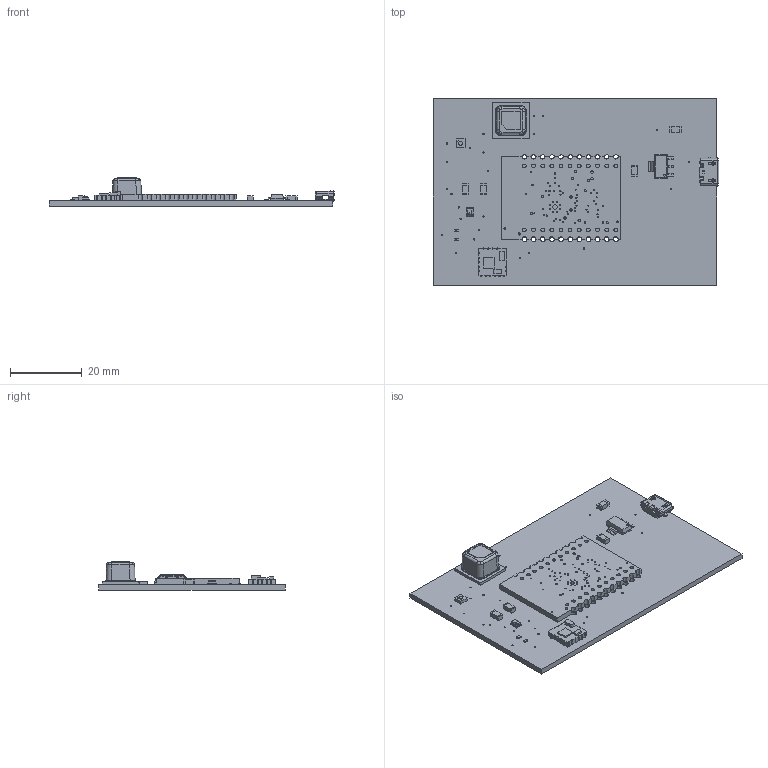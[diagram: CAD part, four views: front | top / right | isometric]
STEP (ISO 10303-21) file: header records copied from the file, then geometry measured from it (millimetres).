
FILE_DESCRIPTION(/* description */ (''),/* implementation_level */ '2;1');
FILE_NAME(/* name */ 'full_bmp_co_spg v5.step',/* time_stamp */ '2022-10-02T07:38:31+02:00',/* author */ (''),/* organization */ (''),/* preprocessor_version */ 'ST-DEVELOPER v19',/* originating_system */ 'Autodesk Translation Framework v11.7.0.108',/* authorisation */ '');
FILE_SCHEMA (('AUTOMOTIVE_DESIGN { 1 0 10303 214 3 1 1 }'));
Length unit declared in the file: millimetre
Products named in the file (14): full_bmp_co_spg; LM1117MPX-3.3; micro_usb_47346-0001; MOD-WiFi-ESP8266-DEV_Rev_B2; Board; bmp_co_spg; Board_1; Packages; BLUENRG-234BLEMODULE; XDCR_BMP280; SCD4X; SGP30; C1206; R0402
Assembly tree (17 placements, depth 4):
  full_bmp_co_spg
    LM1117MPX-3.3
    micro_usb_47346-0001
    MOD-WiFi-ESP8266-DEV_Rev_B2
      Board
    bmp_co_spg
      Board_1
      Packages
        BLUENRG-234BLEMODULE
        XDCR_BMP280
        SCD4X
        SGP30
        C1206  x4
        R0402  x2
Bounding box: 79.36 x 51.74 x 7.89 mm (x, y, z)
Volume: 8078.7 mm3; surface area: 11670.9 mm2
Topology: 29 solids, 29 shells, 1432 faces, 3783 edges, 2438 vertices
Faces by surface type: plane 920, cylinder 444, sphere 36, bspline 24, torus 8
Full cylindrical faces by diameter (mm): 0.2 x3, 0.3 x67, 0.35 x26, 0.4 x12, 0.5 x2, 0.6 x11, 0.7 x1, 1.016 x22, 1.2 x1, 1.3 x22
Entity records: 43086 total; most frequent: CARTESIAN_POINT 7637, ORIENTED_EDGE 7110, DIRECTION 7098, EDGE_CURVE 3555, LINE 2678, VECTOR 2678, VERTEX_POINT 2310, AXIS2_PLACEMENT_3D 2210
